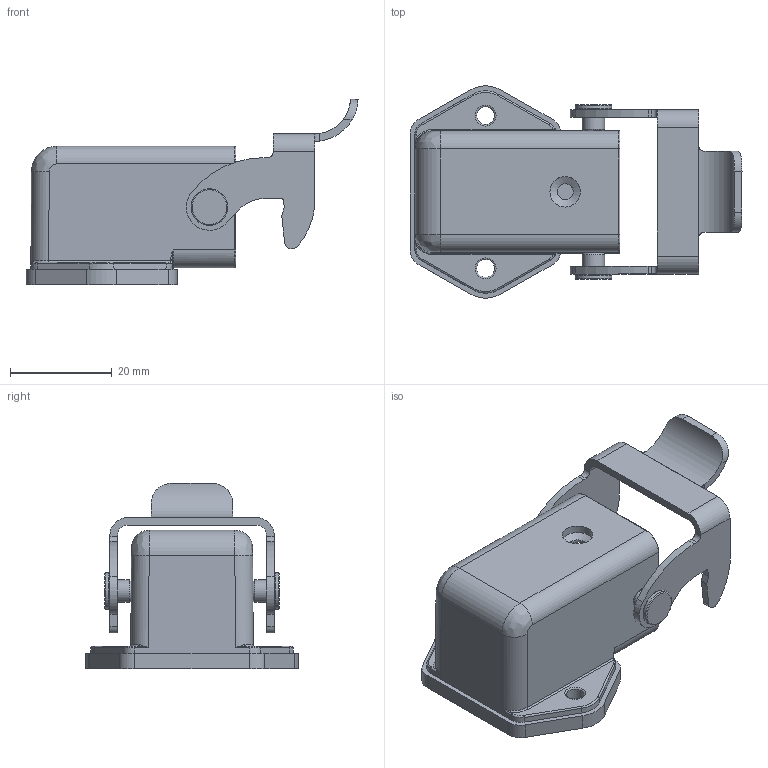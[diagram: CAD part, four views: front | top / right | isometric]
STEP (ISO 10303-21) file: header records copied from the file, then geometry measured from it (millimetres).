
FILE_DESCRIPTION(/* description */ (''),/* implementation_level */ '2;1');
FILE_NAME(/* name */ 'H3A-BK-1L-SE.stp',/* time_stamp */ '2022-10-20T17:52:16+08:00',/* author */ (''),/* organization */ (''),/* preprocessor_version */ 'ST-DEVELOPER v16',/* originating_system */ 'SIEMENS PLM Software NX 10.0',/* authorisation */ '');
FILE_SCHEMA (('AP203_CONFIGURATION_CONTROLLED_3D_DESIGN_OF_MECHANICAL_PARTS_AND_ASSEMBLIES_MIM_LF { 1 0 10303 403 2 1 2}'));
Length unit declared in the file: millimetre
Products named in the file (1): Admi62B47F301ph7
Bounding box: 65.25 x 41.75 x 36.44 mm (x, y, z)
Volume: 9993.9 mm3; surface area: 11047.2 mm2
Topology: 1 solids, 2 shells, 277 faces, 701 edges, 435 vertices
Faces by surface type: cylinder 117, plane 81, bspline 54, torus 16, cone 9
Full cylindrical faces by diameter (mm): 2.3 x2, 3 x2, 3.1 x2, 3.15 x1, 3.5 x3, 4.4 x2, 5 x2, 6 x1, 7.2 x2
Entity records: 9379 total; most frequent: CARTESIAN_POINT 2960, ORIENTED_EDGE 1314, DIRECTION 1310, EDGE_CURVE 657, AXIS2_PLACEMENT_3D 510, VERTEX_POINT 423, EDGE_LOOP 328, LINE 290
